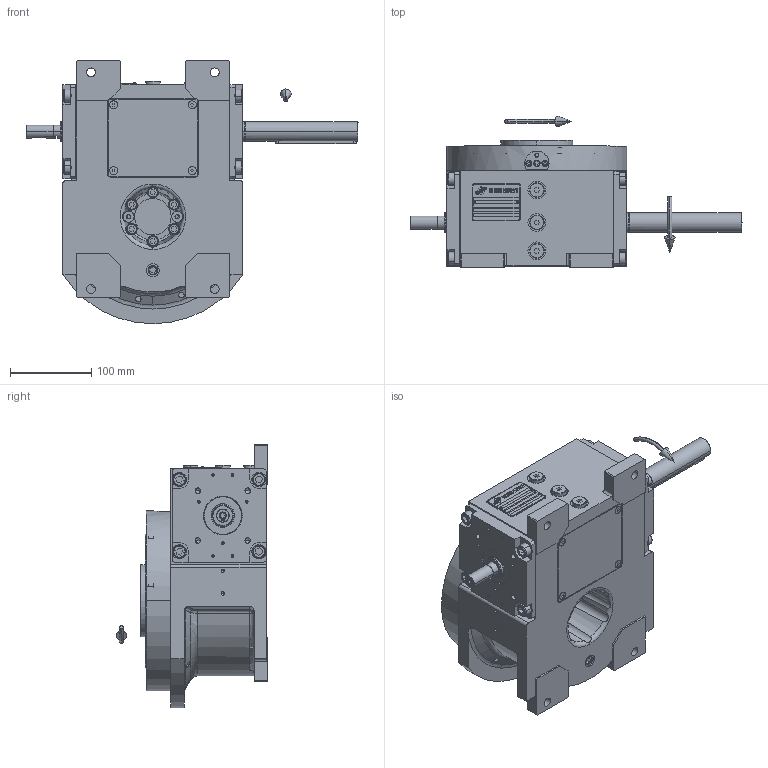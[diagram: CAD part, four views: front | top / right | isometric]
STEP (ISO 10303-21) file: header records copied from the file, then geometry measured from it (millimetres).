
FILE_DESCRIPTION (( 'STEP AP203' ), '1' );
FILE_NAME ('PC5200570.step', '2024-08-30T07:11:31', ( '' ), ( '' ), 'SwSTEP 2.0', 'SolidWorks 2020', '' );
FILE_SCHEMA (( 'CONFIG_CONTROL_DESIGN' ));
Length unit declared in the file: millimetre
Products named in the file (78): cfn2003_01_054; olio_agip_blasia_150; CFN2223_01-570X6-B^rig06_071_06_m_asm(2)_rig06_071_06_m_asm.stp; cfn2128_19_002; CFN2010_01_012^rig06_071_06_m_asm(2)_rig06_071_06_m_asm.stp; CFN2203_02_001^rig06_071_06_m_asm(2)_rig06_071_06_m_asm.stp; cfn2155_01_303; cfn2000_01_124; freccia_angolare_albero; rig06_016; cfn2000_01_126; PC5200570; CFN2010_02_002^rig06_071_06_m_asm(2)_rig06_071_06_m_asm.stp; RIG06_005_ASM^rig06_071_06_m_asm(2)_rig06_071_06_m_asm.stp; cfn2155_01_056; cfn2107_01_001; freccia_angolare; cfn2128_04_004; cfn2104_01_016; rig06_001_a_s_027; CFN2000_01_185^RIG06_005_ASM_rig06_071_06_m_asm(2)_rig06_071_06_m_asm.stp; cfn2115_02_161; rig06_015; RIG06_021_AF0^RIG06_005_ASM_rig06_071_06_m_asm(2)_rig06_071_06_m_asm.stp; cfn2205_01_013; rig06_004; cfn2000_01_103; 900_38_30_003; cfn2077_01_018; cfn2000_01_161; cfn2151_01_109; AS_rig06_004_s_001; rig06_071_06_m_asm.stp; AS_rig06_015; rig06_007_master; AS_rig06_016; AS_900_38_30_003; cfn2151_01_090; CFN2104_02_017^RIG06_005_ASM_rig06_071_06_m_asm(2)_rig06_071_06_m_asm.stp; CFN2356_03_047^rig06_071_06_m_asm(2)_rig06_071_06_m_asm.stp ...
Assembly tree (71 placements, depth 5):
  olio_agip_blasia_150
  CFN2223_01-570X6-B^rig06_071_06_m_asm(2)_rig06_071_06_m_asm.stp
  CFN2010_01_012^rig06_071_06_m_asm(2)_rig06_071_06_m_asm.stp
  CFN2203_02_001^rig06_071_06_m_asm(2)_rig06_071_06_m_asm.stp
  PC5200570
    rig06_001_a_s_027
    AS_cfn2476_01_002_60x46
      cfn2476_01_002_60x46
      cfn2107_01_001
      cfn2107_01_001
    AS_rig06_071_6_m
      rig06_071_06_m_asm.stp
        RIG06_005_ASM^rig06_071_06_m_asm(2)_rig06_071_06_m_asm.stp
          RIG06_021_AF0^RIG06_005_ASM_rig06_071_06_m_asm(2)_rig06_071_06_m_asm.stp
          CFN2000_01_185^RIG06_005_ASM_rig06_071_06_m_asm(2)_rig06_071_06_m_asm.stp
          CFN2000_01_185^RIG06_005_ASM_rig06_071_06_m_asm(2)_rig06_071_06_m_asm.stp
          CFN2104_02_017^RIG06_005_ASM_rig06_071_06_m_asm(2)_rig06_071_06_m_asm.stp
        CFN2010_02_002^rig06_071_06_m_asm(2)_rig06_071_06_m_asm.stp
      cfn2000_01_124  x6
      cfn2000_01_124
      cfn2104_01_016  x2
      rig06_003_6
      rig06_005_n_01
      cfn2000_01_124
      cfn2000_01_124
      cfn2000_01_124
      cfn2155_01_303
    AS_rig06_015
      rig06_015
      cfn2073_01_012
      cfn2000_01_126
      cfn2000_01_126
      cfn2000_01_126
      cfn2000_01_126
      cfn2000_01_126
      cfn2000_01_126
    AS_rig06_004_s_001
      rig06_004_s_001
      cfn2070_05_005
      cfn2000_01_103
      cfn2000_01_103
      cfn2000_01_103
      cfn2000_01_103
      cfn2155_01_056
    AS_rig06_004
      rig06_004
      cfn2070_05_005
      cfn2000_01_103
      cfn2000_01_103
      cfn2000_01_103
      cfn2000_01_103
      cfn2155_01_056
    AS_rig06_002_bl_010
      rig06_002_bl_010
      cfn2115_02_161
    cfn2128_04_004
    cfn2128_04_004
    cfn2128_04_004
    cfn2128_19_002
    AS_rig06_016
Bounding box: 409.5 x 187 x 325 mm (x, y, z)
Volume: 2364652.2 mm3; surface area: 759681.9 mm2
Topology: 62 solids, 62 shells, 1996 faces, 4954 edges, 3173 vertices
Faces by surface type: plane 1019, cylinder 639, cone 308, torus 18, bspline 6, sphere 6
Entity records: 68341 total; most frequent: CARTESIAN_POINT 14957, DIRECTION 9525, ORIENTED_EDGE 9168, EDGE_CURVE 4584, AXIS2_PLACEMENT_3D 3278, VERTEX_POINT 2992, LINE 2969, VECTOR 2969
